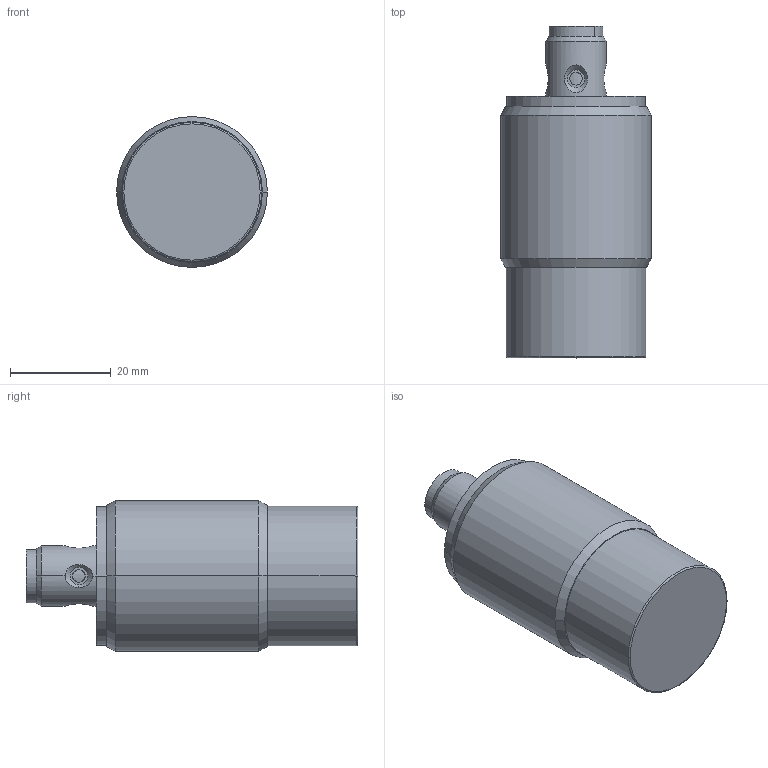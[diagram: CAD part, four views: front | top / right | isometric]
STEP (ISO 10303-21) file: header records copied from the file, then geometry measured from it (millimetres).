
FILE_DESCRIPTION((''),'2;1');
FILE_NAME('DM_CAD-6684_SW0001','2019-08-14T10:08:55',('creinig-se'),(''),'CREO PARAMETRIC BY PTC INC, 2018420','CREO PARAMETRIC BY PTC INC, 2018420','');
FILE_SCHEMA(('CONFIG_CONTROL_DESIGN','SHAPE_APPEARANCE_LAYERS_GROUPS'));
Length unit declared in the file: millimetre
Products named in the file (1): DM_CAD-6684_SW0001
Bounding box: 30 x 66 x 30 mm (x, y, z)
Volume: 35210.4 mm3; surface area: 7737.3 mm2
Topology: 1 solids, 1 shells, 141 faces, 448 edges, 370 vertices
Faces by surface type: cylinder 75, plane 46, cone 16, torus 2, sphere 2
Entity records: 6512 total; most frequent: CARTESIAN_POINT 1231, DIRECTION 922, ORIENTED_EDGE 790, EDGE_CURVE 395, AXIS2_PLACEMENT_3D 358, VERTEX_POINT 268, CIRCLE 216, VECTOR 206
